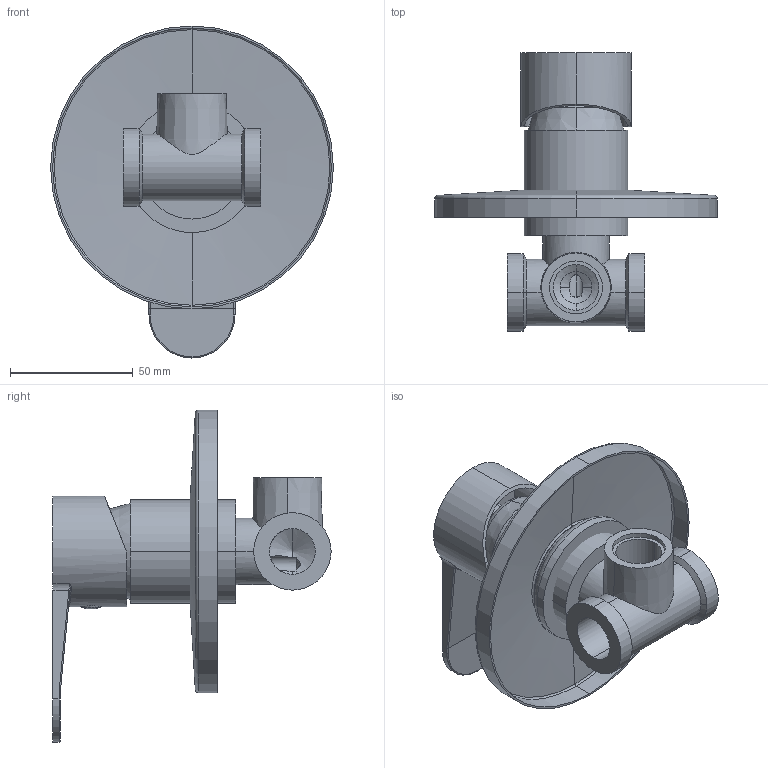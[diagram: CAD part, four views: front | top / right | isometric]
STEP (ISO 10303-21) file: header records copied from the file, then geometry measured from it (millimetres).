
FILE_DESCRIPTION (( 'STEP AP214' ), '1' );
FILE_NAME ('BNS7PA.STEP', '2025-07-17T06:57:15', ( '' ), ( '' ), 'SwSTEP 2.0', 'SolidWorks 2024', '' );
FILE_SCHEMA (( 'AUTOMOTIVE_DESIGN' ));
Length unit declared in the file: millimetre
Products named in the file (13): BNSx-01; záslepka; těsnění; červík; raminko_K-35 A; podlozka pod paku; K-35A; 58 211-01_Matice metali 58 211_1; 2540062_Kryt; BNS7PA; 55050_TELO; telo_K-35 A; 5150R-13_Kapučo_1
Assembly tree (14 placements, depth 3):
  BNS7PA
    55050_TELO
    K-35A
      telo_K-35 A
      raminko_K-35 A
    5150R-13_Kapučo_1
    58 211-01_Matice metali 58 211_1
    BNSx-01
    červík
    záslepka
    podlozka pod paku  x3
    těsnění
    2540062_Kryt
Bounding box: 115 x 113.15 x 135 mm (x, y, z)
Volume: 133090.3 mm3; surface area: 87922.1 mm2
Topology: 13 solids, 13 shells, 352 faces, 853 edges, 522 vertices
Faces by surface type: cylinder 128, plane 115, cone 67, bspline 22, torus 16, sphere 4
Entity records: 10565 total; most frequent: CARTESIAN_POINT 2700, DIRECTION 1633, ORIENTED_EDGE 1522, EDGE_CURVE 761, AXIS2_PLACEMENT_3D 651, VERTEX_POINT 474, EDGE_LOOP 365, VECTOR 331
